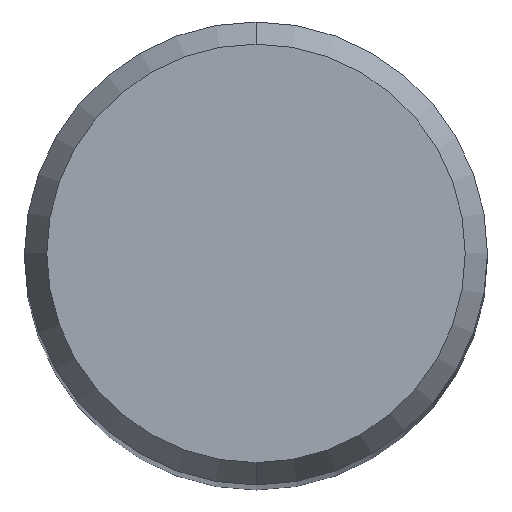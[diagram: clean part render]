
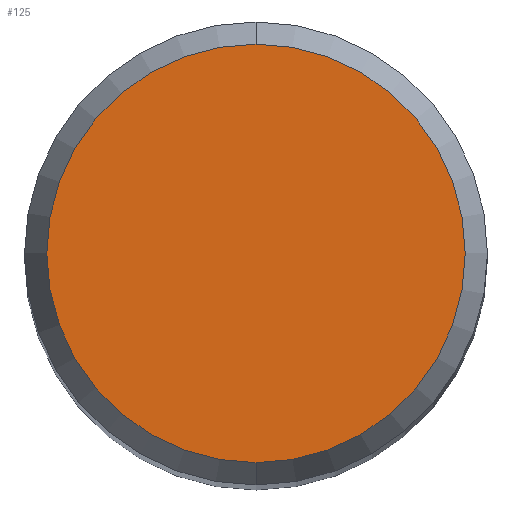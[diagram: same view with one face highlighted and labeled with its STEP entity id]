
A CAD part, top view. The second image highlights one B-rep face of the part: STEP entity #125.
In plain terms, the highlighted planar face has unit normal (0, 0, 1).
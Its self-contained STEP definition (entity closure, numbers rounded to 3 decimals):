
#125=ADVANCED_FACE('',(#278),#279,.T.);
#153=EDGE_CURVE('',#199,#197,#311,.T.);
#155=EDGE_CURVE('',#197,#199,#313,.T.);
#197=VERTEX_POINT('',#359);
#199=VERTEX_POINT('',#361);
#278=FACE_OUTER_BOUND('',#448,.T.);
#279=PLANE('',#449);
#311=CIRCLE('',#489,2.158);
#313=CIRCLE('',#492,2.158);
#359=CARTESIAN_POINT('',(0.,-2.158,0.));
#361=CARTESIAN_POINT('',(0.0,2.158,0.));
#448=EDGE_LOOP('',(#627,#628));
#449=AXIS2_PLACEMENT_3D('',#629,#630,#631);
#489=AXIS2_PLACEMENT_3D('',#676,#677,#678);
#492=AXIS2_PLACEMENT_3D('',#679,#680,#681);
#627=ORIENTED_EDGE('',*,*,#153,.F.);
#628=ORIENTED_EDGE('',*,*,#155,.F.);
#629=CARTESIAN_POINT('',(0.0,1.079,0.));
#630=DIRECTION('',(-0.0,0.0,1.0));
#631=DIRECTION('',(0.0,-1.0,0.0));
#676=CARTESIAN_POINT('',(0.0,0.0,0.));
#677=DIRECTION('',(0.0,0.0,-1.0));
#678=DIRECTION('',(0.0,1.0,0.0));
#679=CARTESIAN_POINT('',(0.0,0.0,0.));
#680=DIRECTION('',(0.0,0.0,-1.0));
#681=DIRECTION('',(0.0,1.0,0.0));
